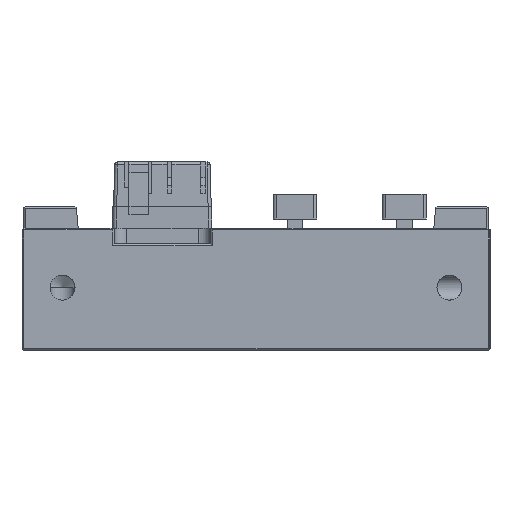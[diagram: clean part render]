
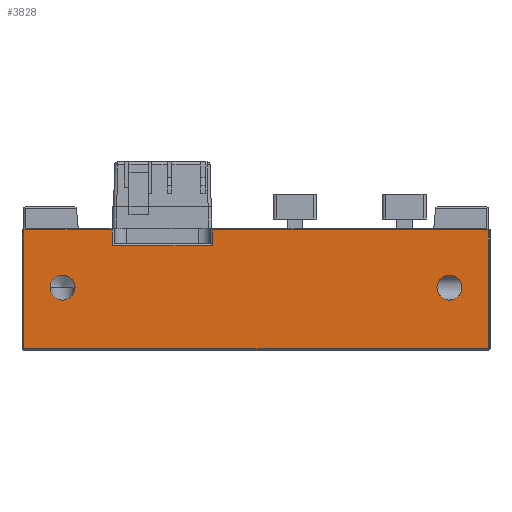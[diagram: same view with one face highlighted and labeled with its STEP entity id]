
A CAD part, left-side view. The second image highlights one B-rep face of the part: STEP entity #3828.
In plain terms, the highlighted planar face has unit normal (-1, 0, 0).
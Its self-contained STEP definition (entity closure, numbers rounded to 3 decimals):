
#2353=PLANE('',#26145);
#2865=FACE_BOUND('',#6247,.T.);
#2866=FACE_BOUND('',#6248,.T.);
#2867=FACE_BOUND('',#6249,.T.);
#3828=ADVANCED_FACE('',(#2865,#2866,#2867),#2353,.T.);
#6247=EDGE_LOOP('',(#10219,#10220));
#6248=EDGE_LOOP('',(#10221,#10222));
#6249=EDGE_LOOP('',(#10223,#10224,#10225,#10226,#10227,#10228,#10229,#10230));
#10219=ORIENTED_EDGE('',*,*,#17559,.F.);
#10220=ORIENTED_EDGE('',*,*,#17541,.F.);
#10221=ORIENTED_EDGE('',*,*,#17599,.F.);
#10222=ORIENTED_EDGE('',*,*,#17602,.F.);
#10223=ORIENTED_EDGE('',*,*,#17640,.F.);
#10224=ORIENTED_EDGE('',*,*,#17655,.T.);
#10225=ORIENTED_EDGE('',*,*,#17656,.T.);
#10226=ORIENTED_EDGE('',*,*,#17657,.T.);
#10227=ORIENTED_EDGE('',*,*,#17658,.F.);
#10228=ORIENTED_EDGE('',*,*,#17646,.T.);
#10229=ORIENTED_EDGE('',*,*,#17651,.F.);
#10230=ORIENTED_EDGE('',*,*,#17652,.F.);
#14783=VERTEX_POINT('',#36516);
#14784=VERTEX_POINT('',#36517);
#14813=VERTEX_POINT('',#36957);
#14814=VERTEX_POINT('',#36959);
#14840=VERTEX_POINT('',#37117);
#14843=VERTEX_POINT('',#37123);
#14845=VERTEX_POINT('',#37128);
#14849=VERTEX_POINT('',#37136);
#14853=VERTEX_POINT('',#37146);
#14855=VERTEX_POINT('',#37155);
#14856=VERTEX_POINT('',#37157);
#14857=VERTEX_POINT('',#37159);
#17541=EDGE_CURVE('',#14783,#14784,#19393,.T.);
#17559=EDGE_CURVE('',#14784,#14783,#19396,.T.);
#17599=EDGE_CURVE('',#14813,#14814,#19411,.T.);
#17602=EDGE_CURVE('',#14814,#14813,#19412,.T.);
#17640=EDGE_CURVE('',#14843,#14840,#21257,.T.);
#17646=EDGE_CURVE('',#14845,#14849,#21263,.T.);
#17651=EDGE_CURVE('',#14853,#14849,#21268,.T.);
#17652=EDGE_CURVE('',#14840,#14853,#21269,.T.);
#17655=EDGE_CURVE('',#14843,#14855,#21272,.T.);
#17656=EDGE_CURVE('',#14855,#14856,#21273,.T.);
#17657=EDGE_CURVE('',#14856,#14857,#21274,.T.);
#17658=EDGE_CURVE('',#14845,#14857,#21275,.T.);
#19393=CIRCLE('',#26088,4.);
#19396=CIRCLE('',#26097,4.);
#19411=CIRCLE('',#26128,4.);
#19412=CIRCLE('',#26131,4.);
#21257=LINE('',#37124,#23963);
#21263=LINE('',#37137,#23969);
#21268=LINE('',#37147,#23974);
#21269=LINE('',#37149,#23975);
#21272=LINE('',#37154,#23978);
#21273=LINE('',#37156,#23979);
#21274=LINE('',#37158,#23980);
#21275=LINE('',#37160,#23981);
#23963=VECTOR('',#30033,1.);
#23969=VECTOR('',#30041,1.);
#23974=VECTOR('',#30048,1.);
#23975=VECTOR('',#30051,1.);
#23978=VECTOR('',#30056,1.);
#23979=VECTOR('',#30057,1.);
#23980=VECTOR('',#30058,1.);
#23981=VECTOR('',#30059,1.);
#26088=AXIS2_PLACEMENT_3D('',#36515,#29874,#29875);
#26097=AXIS2_PLACEMENT_3D('',#36726,#29900,#29901);
#26128=AXIS2_PLACEMENT_3D('',#36958,#29980,#29981);
#26131=AXIS2_PLACEMENT_3D('',#36964,#29988,#29989);
#26145=AXIS2_PLACEMENT_3D('',#37161,#30060,#30061);
#29874=DIRECTION('',(-1.,0.,0.));
#29875=DIRECTION('',(0.,0.,-1.));
#29900=DIRECTION('',(-1.,0.,0.));
#29901=DIRECTION('',(0.,0.,1.));
#29980=DIRECTION('',(-1.,0.,0.));
#29981=DIRECTION('',(0.,0.,1.));
#29988=DIRECTION('',(-1.,0.,0.));
#29989=DIRECTION('',(0.,0.,-1.));
#30033=DIRECTION('',(0.,-1.,0.));
#30041=DIRECTION('',(0.,0.,-1.));
#30048=DIRECTION('',(0.,1.,0.));
#30051=DIRECTION('',(0.,0.,-1.));
#30056=DIRECTION('',(0.,0.,-1.));
#30057=DIRECTION('',(0.,1.,0.));
#30058=DIRECTION('',(0.,0.,1.));
#30059=DIRECTION('',(0.,-1.,0.));
#30060=DIRECTION('',(-1.,0.,0.));
#30061=DIRECTION('',(0.,-1.,0.));
#36515=CARTESIAN_POINT('',(-115.,-62.,-19.));
#36516=CARTESIAN_POINT('',(-115.,-62.,-23.));
#36517=CARTESIAN_POINT('',(-115.,-62.,-15.));
#36726=CARTESIAN_POINT('',(-115.,-62.,-19.));
#36957=CARTESIAN_POINT('',(-115.,62.,-15.));
#36958=CARTESIAN_POINT('',(-115.,62.,-19.));
#36959=CARTESIAN_POINT('',(-115.,62.,-23.));
#36964=CARTESIAN_POINT('',(-115.,62.,-19.));
#37117=CARTESIAN_POINT('',(-115.,-74.5,-0.5));
#37123=CARTESIAN_POINT('',(-115.,14.,-0.5));
#37124=CARTESIAN_POINT('',(-115.,14.,-0.5));
#37128=CARTESIAN_POINT('',(-115.,74.5,-0.5));
#37136=CARTESIAN_POINT('',(-115.,74.5,-38.5));
#37137=CARTESIAN_POINT('',(-115.,74.5,-0.5));
#37146=CARTESIAN_POINT('',(-115.,-74.5,-38.5));
#37147=CARTESIAN_POINT('',(-115.,-74.5,-38.5));
#37149=CARTESIAN_POINT('',(-115.,-74.5,-0.5));
#37154=CARTESIAN_POINT('',(-115.,14.,-0.5));
#37155=CARTESIAN_POINT('',(-115.,14.,-5.5));
#37156=CARTESIAN_POINT('',(-115.,14.,-5.5));
#37157=CARTESIAN_POINT('',(-115.,46.,-5.5));
#37158=CARTESIAN_POINT('',(-115.,46.,-5.5));
#37159=CARTESIAN_POINT('',(-115.,46.,-0.5));
#37160=CARTESIAN_POINT('',(-115.,74.5,-0.5));
#37161=CARTESIAN_POINT('',(-115.,75.,-39.));
